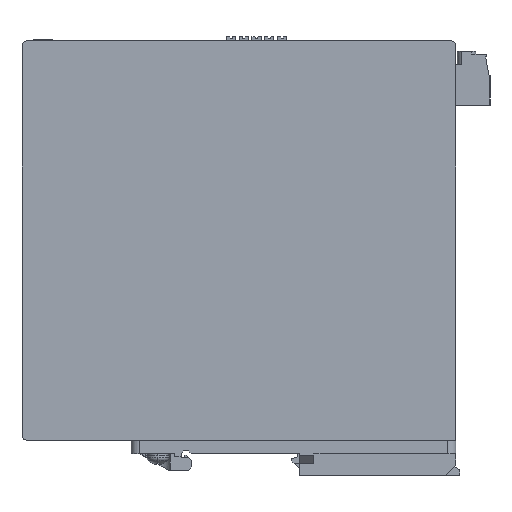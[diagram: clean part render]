
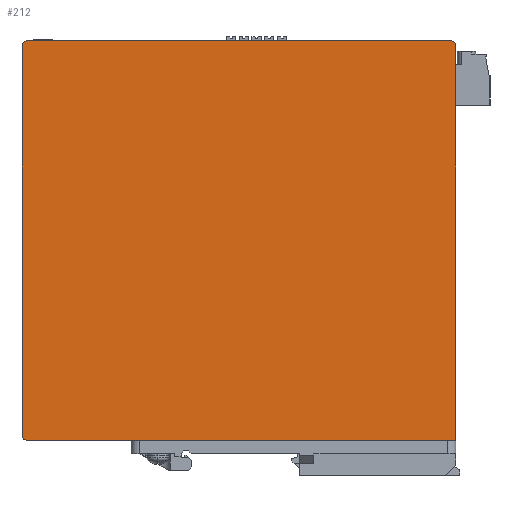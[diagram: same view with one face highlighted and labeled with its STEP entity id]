
A CAD part, left-side view. The second image highlights one B-rep face of the part: STEP entity #212.
In plain terms, the highlighted planar face has unit normal (-1, 0, 0).
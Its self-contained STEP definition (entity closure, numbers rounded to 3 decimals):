
#55=AXIS2_PLACEMENT_3D('Circle Axis2P3D',#53,#54,$) ;
#95=AXIS2_PLACEMENT_3D('Circle Axis2P3D',#93,#94,$) ;
#166=AXIS2_PLACEMENT_3D('Circle Axis2P3D',#164,#165,$) ;
#186=AXIS2_PLACEMENT_3D('Plane Axis2P3D',#183,#184,#185) ;
#50=CARTESIAN_POINT('Vertex',(0.,11.749,130.2)) ;
#53=CARTESIAN_POINT('Axis2P3D Location',(0.,11.749,128.7)) ;
#57=CARTESIAN_POINT('Vertex',(0.,10.249,128.7)) ;
#90=CARTESIAN_POINT('Vertex',(0.,140.249,128.7)) ;
#93=CARTESIAN_POINT('Axis2P3D Location',(0.,138.749,128.7)) ;
#97=CARTESIAN_POINT('Vertex',(0.,138.749,130.2)) ;
#130=CARTESIAN_POINT('Vertex',(0.,10.249,10.5)) ;
#133=CARTESIAN_POINT('Line Origine',(0.,74.499,10.5)) ;
#137=CARTESIAN_POINT('Vertex',(0.,138.749,10.5)) ;
#164=CARTESIAN_POINT('Axis2P3D Location',(0.,138.749,12.)) ;
#168=CARTESIAN_POINT('Vertex',(0.,140.249,12.)) ;
#183=CARTESIAN_POINT('Axis2P3D Location',(0.,9.049,10.5)) ;
#188=CARTESIAN_POINT('Line Origine',(0.,10.249,69.6)) ;
#193=CARTESIAN_POINT('Line Origine',(0.,75.249,130.2)) ;
#198=CARTESIAN_POINT('Line Origine',(0.,140.249,70.35)) ;
#54=DIRECTION('Axis2P3D Direction',(1.,0.,0.)) ;
#94=DIRECTION('Axis2P3D Direction',(1.,0.,0.)) ;
#134=DIRECTION('Vector Direction',(0.,1.,0.)) ;
#165=DIRECTION('Axis2P3D Direction',(1.,0.,0.)) ;
#184=DIRECTION('Axis2P3D Direction',(1.,0.,0.)) ;
#185=DIRECTION('Axis2P3D XDirection',(0.,0.,-1.)) ;
#189=DIRECTION('Vector Direction',(0.,0.,1.)) ;
#194=DIRECTION('Vector Direction',(0.,-1.,0.)) ;
#199=DIRECTION('Vector Direction',(0.,0.,-1.)) ;
#135=VECTOR('Line Direction',#134,1.) ;
#190=VECTOR('Line Direction',#189,1.) ;
#195=VECTOR('Line Direction',#194,1.) ;
#200=VECTOR('Line Direction',#199,1.) ;
#204=ORIENTED_EDGE('',*,*,#170,.F.) ;
#205=ORIENTED_EDGE('',*,*,#139,.F.) ;
#206=ORIENTED_EDGE('',*,*,#192,.F.) ;
#207=ORIENTED_EDGE('',*,*,#59,.F.) ;
#208=ORIENTED_EDGE('',*,*,#197,.F.) ;
#209=ORIENTED_EDGE('',*,*,#99,.F.) ;
#210=ORIENTED_EDGE('',*,*,#202,.F.) ;
#212=ADVANCED_FACE('120W.1',(#211),#187,.F.) ;
#56=CIRCLE('generated circle',#55,1.5) ;
#96=CIRCLE('generated circle',#95,1.5) ;
#167=CIRCLE('generated circle',#166,1.5) ;
#59=EDGE_CURVE('',#51,#58,#56,.T.) ;
#99=EDGE_CURVE('',#91,#98,#96,.T.) ;
#139=EDGE_CURVE('',#131,#138,#136,.T.) ;
#170=EDGE_CURVE('',#138,#169,#167,.T.) ;
#192=EDGE_CURVE('',#58,#131,#191,.F.) ;
#197=EDGE_CURVE('',#98,#51,#196,.T.) ;
#202=EDGE_CURVE('',#169,#91,#201,.F.) ;
#203=EDGE_LOOP('',(#204,#205,#206,#207,#208,#209,#210)) ;
#211=FACE_OUTER_BOUND('',#203,.T.) ;
#136=LINE('Line',#133,#135) ;
#191=LINE('Line',#188,#190) ;
#196=LINE('Line',#193,#195) ;
#201=LINE('Line',#198,#200) ;
#187=PLANE('',#186) ;
#51=VERTEX_POINT('',#50) ;
#58=VERTEX_POINT('',#57) ;
#91=VERTEX_POINT('',#90) ;
#98=VERTEX_POINT('',#97) ;
#131=VERTEX_POINT('',#130) ;
#138=VERTEX_POINT('',#137) ;
#169=VERTEX_POINT('',#168) ;
